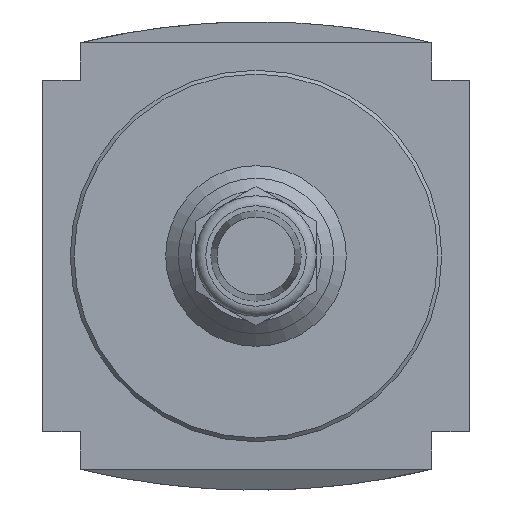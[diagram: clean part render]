
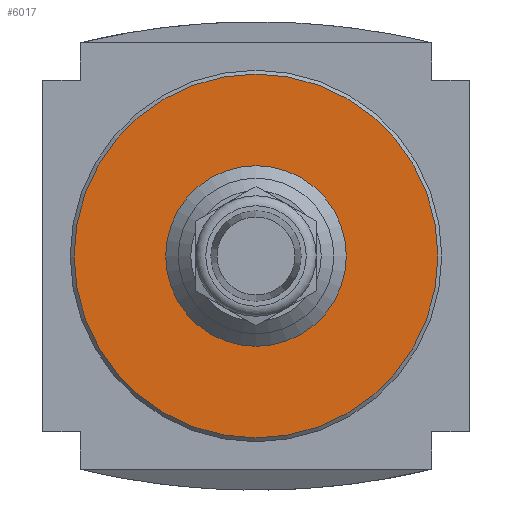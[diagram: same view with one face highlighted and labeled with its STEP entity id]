
A CAD part, front view. The second image highlights one B-rep face of the part: STEP entity #6017.
In plain terms, the highlighted planar face has unit normal (0, -1, 0).
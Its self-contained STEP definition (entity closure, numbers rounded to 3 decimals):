
#1424=PLANE('',#8915);
#1697=CIRCLE('',#8914,36.25);
#1698=CIRCLE('',#8916,18.);
#3264=ORIENTED_EDGE('',*,*,#4177,.F.);
#3265=ORIENTED_EDGE('',*,*,#4176,.T.);
#4176=EDGE_CURVE('',#4760,#4760,#1697,.T.);
#4177=EDGE_CURVE('',#4761,#4761,#1698,.T.);
#4760=VERTEX_POINT('',#12498);
#4761=VERTEX_POINT('',#12501);
#5191=EDGE_LOOP('',(#3264));
#5192=EDGE_LOOP('',(#3265));
#5626=FACE_BOUND('',#5191,.T.);
#5627=FACE_BOUND('',#5192,.T.);
#6017=ADVANCED_FACE('',(#5626,#5627),#1424,.F.);
#8914=AXIS2_PLACEMENT_3D('',#12497,#10630,#10631);
#8915=AXIS2_PLACEMENT_3D('',#12499,#10632,#10633);
#8916=AXIS2_PLACEMENT_3D('',#12500,#10634,#10635);
#10630=DIRECTION('',(0.,-1.,0.));
#10631=DIRECTION('',(0.,0.,-1.));
#10632=DIRECTION('',(0.,1.,0.));
#10633=DIRECTION('',(0.,0.,1.));
#10634=DIRECTION('',(0.,-1.,0.));
#10635=DIRECTION('',(0.,0.,-1.));
#12497=CARTESIAN_POINT('',(0.,-54.,0.));
#12498=CARTESIAN_POINT('',(0.,-54.,-36.25));
#12499=CARTESIAN_POINT('',(36.25,-54.,0.));
#12500=CARTESIAN_POINT('',(0.,-54.,0.));
#12501=CARTESIAN_POINT('',(0.,-54.,-18.));
